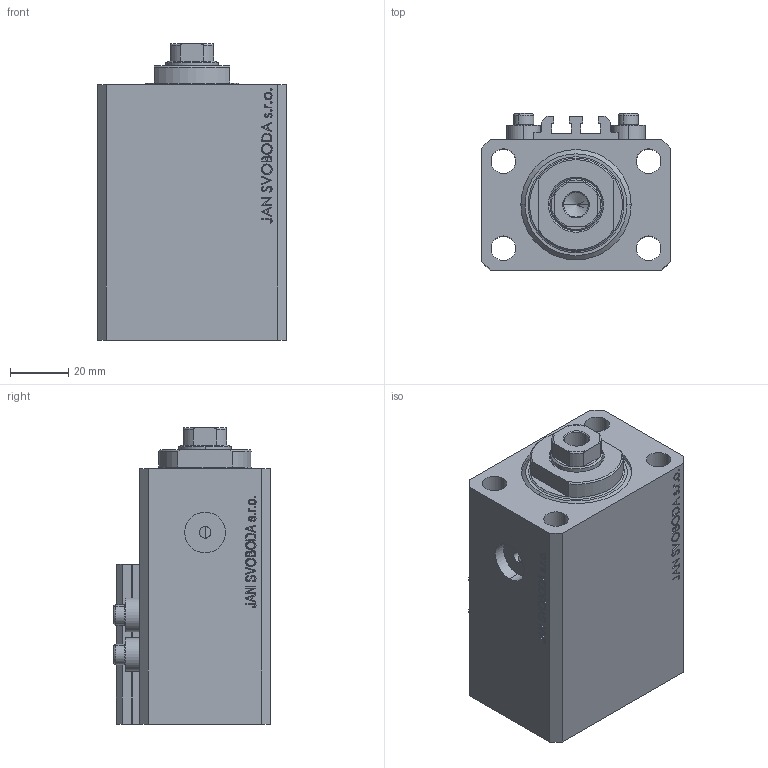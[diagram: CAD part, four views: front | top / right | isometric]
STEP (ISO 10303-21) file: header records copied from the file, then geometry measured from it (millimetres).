
FILE_DESCRIPTION (( 'STEP AP203' ), '1' );
FILE_NAME ('fbe0.STEP', '2024-01-19T09:08:01', ( '' ), ( '' ), 'SwSTEP 2.0', 'SolidWorks 2019', '' );
FILE_SCHEMA (( 'CONFIG_CONTROL_DESIGN' ));
Length unit declared in the file: millimetre
Products named in the file (5): V250CE_C_VCP 743f4fd33060ee295d2b6b90900f9a62; V250CE_VC_C 743f4fd33060ee295d2b6b90900f9a62; V250CE_C_Body 743f4fd33060ee295d2b6b90900f9a62; fbe0; ALLEN BOLT V250CE 743f4fd33060ee295d2b6b90900f9a62
Assembly tree (7 placements, depth 2):
  fbe0
    V250CE_C_Body 743f4fd33060ee295d2b6b90900f9a62
    ALLEN BOLT V250CE 743f4fd33060ee295d2b6b90900f9a62  x4
    V250CE_C_VCP 743f4fd33060ee295d2b6b90900f9a62
    V250CE_VC_C 743f4fd33060ee295d2b6b90900f9a62
Bounding box: 65 x 54 x 102 mm (x, y, z)
Volume: 239759.6 mm3; surface area: 63800.2 mm2
Topology: 8 solids, 8 shells, 1041 faces, 2619 edges, 1711 vertices
Faces by surface type: plane 505, bspline 374, cylinder 90, cone 58, torus 14
Entity records: 47463 total; most frequent: CARTESIAN_POINT 25940, ORIENTED_EDGE 4928, DIRECTION 3066, EDGE_CURVE 2464, VERTEX_POINT 1627, VECTOR 1492, LINE 1492, EDGE_LOOP 1091
